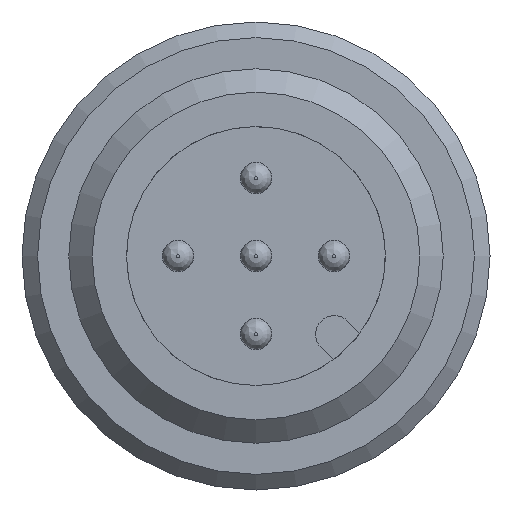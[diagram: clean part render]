
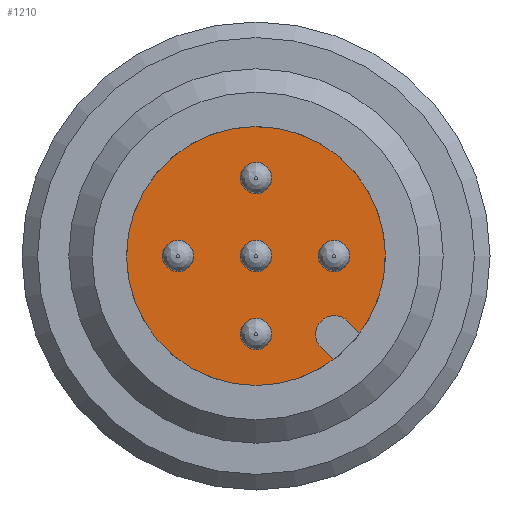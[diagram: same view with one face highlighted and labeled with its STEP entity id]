
A CAD part, left-side view. The second image highlights one B-rep face of the part: STEP entity #1210.
In plain terms, the highlighted planar face has unit normal (-1, 0, 0).
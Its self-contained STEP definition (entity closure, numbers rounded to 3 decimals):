
#58=LINE('',#4198,#115);
#62=LINE('',#4207,#119);
#115=VECTOR('',#1610,10.);
#119=VECTOR('',#1616,10.);
#170=FACE_BOUND('',#429,.T.);
#171=FACE_BOUND('',#430,.T.);
#172=FACE_BOUND('',#431,.T.);
#173=FACE_BOUND('',#432,.T.);
#174=FACE_BOUND('',#433,.T.);
#214=CIRCLE('',#1318,0.5);
#219=CIRCLE('',#1325,0.5);
#224=CIRCLE('',#1332,0.5);
#229=CIRCLE('',#1339,0.5);
#234=CIRCLE('',#1346,0.5);
#236=CIRCLE('',#1352,0.6);
#238=CIRCLE('',#1356,4.15);
#239=CIRCLE('',#1357,4.15);
#280=PLANE('',#1355);
#344=FACE_OUTER_BOUND('',#428,.T.);
#428=EDGE_LOOP('',(#1028,#1029,#1030,#1031,#1032));
#429=EDGE_LOOP('',(#1033));
#430=EDGE_LOOP('',(#1034));
#431=EDGE_LOOP('',(#1035));
#432=EDGE_LOOP('',(#1036));
#433=EDGE_LOOP('',(#1037));
#566=VERTEX_POINT('',#4031);
#570=VERTEX_POINT('',#4070);
#574=VERTEX_POINT('',#4109);
#578=VERTEX_POINT('',#4148);
#582=VERTEX_POINT('',#4187);
#585=VERTEX_POINT('',#4195);
#586=VERTEX_POINT('',#4197);
#589=VERTEX_POINT('',#4204);
#590=VERTEX_POINT('',#4206);
#591=VERTEX_POINT('',#4215);
#710=EDGE_CURVE('',#566,#566,#214,.T.);
#716=EDGE_CURVE('',#570,#570,#219,.T.);
#722=EDGE_CURVE('',#574,#574,#224,.T.);
#728=EDGE_CURVE('',#578,#578,#229,.T.);
#734=EDGE_CURVE('',#582,#582,#234,.T.);
#737=EDGE_CURVE('',#586,#585,#58,.T.);
#741=EDGE_CURVE('',#590,#589,#62,.T.);
#744=EDGE_CURVE('',#589,#586,#236,.T.);
#746=EDGE_CURVE('',#585,#591,#238,.T.);
#747=EDGE_CURVE('',#591,#590,#239,.T.);
#1028=ORIENTED_EDGE('',*,*,#741,.T.);
#1029=ORIENTED_EDGE('',*,*,#744,.T.);
#1030=ORIENTED_EDGE('',*,*,#737,.T.);
#1031=ORIENTED_EDGE('',*,*,#746,.T.);
#1032=ORIENTED_EDGE('',*,*,#747,.T.);
#1033=ORIENTED_EDGE('',*,*,#734,.T.);
#1034=ORIENTED_EDGE('',*,*,#728,.T.);
#1035=ORIENTED_EDGE('',*,*,#722,.T.);
#1036=ORIENTED_EDGE('',*,*,#710,.T.);
#1037=ORIENTED_EDGE('',*,*,#716,.T.);
#1210=ADVANCED_FACE('',(#344,#170,#171,#172,#173,#174),#280,.T.);
#1318=AXIS2_PLACEMENT_3D('',#4033,#1542,#1543);
#1325=AXIS2_PLACEMENT_3D('',#4072,#1557,#1558);
#1332=AXIS2_PLACEMENT_3D('',#4111,#1572,#1573);
#1339=AXIS2_PLACEMENT_3D('',#4150,#1587,#1588);
#1346=AXIS2_PLACEMENT_3D('',#4189,#1602,#1603);
#1352=AXIS2_PLACEMENT_3D('',#4211,#1622,#1623);
#1355=AXIS2_PLACEMENT_3D('',#4214,#1628,#1629);
#1356=AXIS2_PLACEMENT_3D('',#4216,#1630,#1631);
#1357=AXIS2_PLACEMENT_3D('',#4217,#1632,#1633);
#1542=DIRECTION('center_axis',(1.,0.,0.));
#1543=DIRECTION('ref_axis',(0.,0.,1.));
#1557=DIRECTION('center_axis',(1.,0.,0.));
#1558=DIRECTION('ref_axis',(0.,0.,1.));
#1572=DIRECTION('center_axis',(1.,0.,0.));
#1573=DIRECTION('ref_axis',(0.,0.,1.));
#1587=DIRECTION('center_axis',(1.,0.,0.));
#1588=DIRECTION('ref_axis',(0.,0.,1.));
#1602=DIRECTION('center_axis',(1.,0.,0.));
#1603=DIRECTION('ref_axis',(0.,0.,1.));
#1610=DIRECTION('',(0.,-0.707,-0.707));
#1616=DIRECTION('',(0.,0.707,0.707));
#1622=DIRECTION('center_axis',(1.,0.,0.));
#1623=DIRECTION('ref_axis',(0.,-0.707,0.707));
#1628=DIRECTION('center_axis',(-1.,0.,0.));
#1629=DIRECTION('ref_axis',(0.,1.,0.));
#1630=DIRECTION('center_axis',(-1.,0.,0.));
#1631=DIRECTION('ref_axis',(0.,0.,1.));
#1632=DIRECTION('center_axis',(-1.,0.,0.));
#1633=DIRECTION('ref_axis',(0.,0.,1.));
#4031=CARTESIAN_POINT('',(-6.482,-1.57,0.284));
#4033=CARTESIAN_POINT('Origin',(-6.482,-1.57,0.784));
#4070=CARTESIAN_POINT('',(-6.482,0.93,2.784));
#4072=CARTESIAN_POINT('Origin',(-6.482,0.93,3.284));
#4109=CARTESIAN_POINT('',(-6.482,-1.57,2.784));
#4111=CARTESIAN_POINT('Origin',(-6.482,-1.57,3.284));
#4148=CARTESIAN_POINT('',(-6.482,-4.07,2.784));
#4150=CARTESIAN_POINT('Origin',(-6.482,-4.07,3.284));
#4187=CARTESIAN_POINT('',(-6.482,-1.57,5.284));
#4189=CARTESIAN_POINT('Origin',(-6.482,-1.57,5.784));
#4195=CARTESIAN_POINT('',(-6.482,-4.898,0.805));
#4197=CARTESIAN_POINT('',(-6.482,-4.505,1.198));
#4198=CARTESIAN_POINT('',(-6.482,-2.731,2.972));
#4204=CARTESIAN_POINT('',(-6.482,-3.656,0.349));
#4206=CARTESIAN_POINT('',(-6.482,-4.05,-0.044));
#4207=CARTESIAN_POINT('',(-6.482,-2.079,1.927));
#4211=CARTESIAN_POINT('Origin',(-6.482,-4.081,0.774));
#4214=CARTESIAN_POINT('Origin',(-6.482,-1.57,5.359));
#4215=CARTESIAN_POINT('',(-6.482,-1.57,-0.866));
#4216=CARTESIAN_POINT('Origin',(-6.482,-1.57,3.284));
#4217=CARTESIAN_POINT('Origin',(-6.482,-1.57,3.284));
